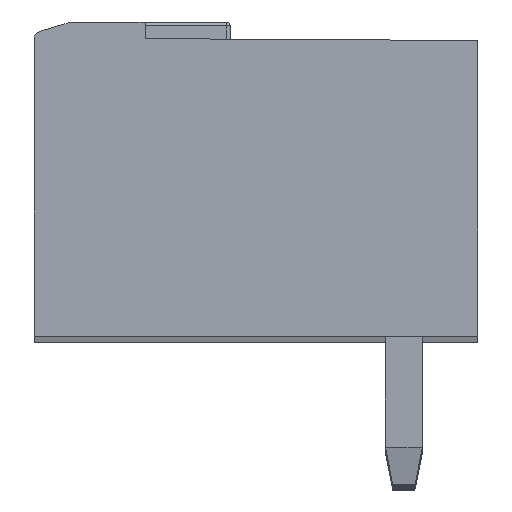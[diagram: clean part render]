
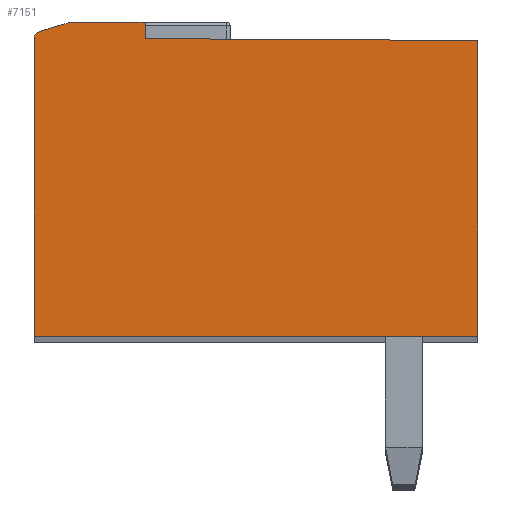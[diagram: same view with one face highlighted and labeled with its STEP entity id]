
A CAD part, top view. The second image highlights one B-rep face of the part: STEP entity #7151.
In plain terms, the highlighted planar face has unit normal (0, 0, 1).
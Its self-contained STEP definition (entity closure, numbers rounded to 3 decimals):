
#152 = CARTESIAN_POINT ( 'NONE',  ( 11.9, 8.05, 89.7 ) ) ;
#197 = CARTESIAN_POINT ( 'NONE',  ( 20.9, 8., 89.7 ) ) ;
#827 = CARTESIAN_POINT ( 'NONE',  ( 11.9, 8.05, 89.7 ) ) ;
#982 = ORIENTED_EDGE ( 'NONE', *, *, #15063, .F. ) ;
#1048 = ORIENTED_EDGE ( 'NONE', *, *, #26006, .T. ) ;
#1269 = AXIS2_PLACEMENT_3D ( 'NONE', #23408, #12604, #5236 ) ;
#1466 = AXIS2_PLACEMENT_3D ( 'NONE', #20188, #3082, #24746 ) ;
#1470 = VECTOR ( 'NONE', #19269, 1000. ) ;
#1750 = CARTESIAN_POINT ( 'NONE',  ( 11.9, 8.05, 89.7 ) ) ;
#2733 = EDGE_CURVE ( 'NONE', #14454, #22013, #25929, .T. ) ;
#2918 = ORIENTED_EDGE ( 'NONE', *, *, #15143, .F. ) ;
#3082 = DIRECTION ( 'NONE',  ( 0., 0., 1. ) ) ;
#3243 = EDGE_CURVE ( 'NONE', #22013, #7117, #10672, .T. ) ;
#3375 = ORIENTED_EDGE ( 'NONE', *, *, #3243, .F. ) ;
#3982 = DIRECTION ( 'NONE',  ( 0.958, 0.287, 0. ) ) ;
#4484 = DIRECTION ( 'NONE',  ( 0., 1., 0. ) ) ;
#4954 = DIRECTION ( 'NONE',  ( 1., 0., 0. ) ) ;
#5236 = DIRECTION ( 'NONE',  ( -1., 0., 0. ) ) ;
#5376 = EDGE_CURVE ( 'NONE', #8762, #21783, #26759, .T. ) ;
#6323 = CARTESIAN_POINT ( 'NONE',  ( 8.9, 0., 89.7 ) ) ;
#6340 = CARTESIAN_POINT ( 'NONE',  ( 8.9, 8.036, 89.7 ) ) ;
#7017 = VECTOR ( 'NONE', #4954, 1000. ) ;
#7117 = VERTEX_POINT ( 'NONE', #17018 ) ;
#7151 = ADVANCED_FACE ( 'NONE', ( #22071 ), #11283, .T. ) ;
#7504 = DIRECTION ( 'NONE',  ( 0., -1., 0. ) ) ;
#8762 = VERTEX_POINT ( 'NONE', #17571 ) ;
#9054 = CARTESIAN_POINT ( 'NONE',  ( 20.9, 8.036, 89.7 ) ) ;
#10672 = LINE ( 'NONE', #6323, #20078 ) ;
#11283 = PLANE ( 'NONE',  #1269 ) ;
#12445 = EDGE_LOOP ( 'NONE', ( #26017, #982, #21403, #2918, #1048, #18069, #3375, #20122 ) ) ;
#12604 = DIRECTION ( 'NONE',  ( 0., 0., 1. ) ) ;
#12798 = VECTOR ( 'NONE', #7504, 1000. ) ;
#12882 = LINE ( 'NONE', #1750, #1470 ) ;
#13799 = DIRECTION ( 'NONE',  ( 1., -0.006, 0. ) ) ;
#14454 = VERTEX_POINT ( 'NONE', #197 ) ;
#14549 = VECTOR ( 'NONE', #3982, 1000. ) ;
#14677 = LINE ( 'NONE', #6340, #26945 ) ;
#15027 = CARTESIAN_POINT ( 'NONE',  ( 8.9, 8.2, 89.7 ) ) ;
#15056 = VECTOR ( 'NONE', #13799, 1000. ) ;
#15063 = EDGE_CURVE ( 'NONE', #21783, #15357, #12882, .T. ) ;
#15143 = EDGE_CURVE ( 'NONE', #19276, #8762, #27894, .T. ) ;
#15357 = VERTEX_POINT ( 'NONE', #152 ) ;
#16070 = LINE ( 'NONE', #827, #15056 ) ;
#17018 = CARTESIAN_POINT ( 'NONE',  ( 8.9, 0., 89.7 ) ) ;
#17087 = EDGE_CURVE ( 'NONE', #7117, #25063, #14677, .T. ) ;
#17571 = CARTESIAN_POINT ( 'NONE',  ( 9.9, 8.5, 89.7 ) ) ;
#18069 = ORIENTED_EDGE ( 'NONE', *, *, #17087, .F. ) ;
#18717 = EDGE_CURVE ( 'NONE', #15357, #14454, #16070, .T. ) ;
#19269 = DIRECTION ( 'NONE',  ( 0., -1., 0. ) ) ;
#19276 = VERTEX_POINT ( 'NONE', #19277 ) ;
#19277 = CARTESIAN_POINT ( 'NONE',  ( 9.043, 8.243, 89.7 ) ) ;
#19405 = CARTESIAN_POINT ( 'NONE',  ( 20.9, 0., 89.7 ) ) ;
#20078 = VECTOR ( 'NONE', #21459, 1000. ) ;
#20122 = ORIENTED_EDGE ( 'NONE', *, *, #2733, .F. ) ;
#20188 = CARTESIAN_POINT ( 'NONE',  ( 9.1, 8.051, 89.7 ) ) ;
#21403 = ORIENTED_EDGE ( 'NONE', *, *, #5376, .F. ) ;
#21459 = DIRECTION ( 'NONE',  ( -1., 0., 0. ) ) ;
#21783 = VERTEX_POINT ( 'NONE', #24971 ) ;
#22013 = VERTEX_POINT ( 'NONE', #19405 ) ;
#22071 = FACE_OUTER_BOUND ( 'NONE', #12445, .T. ) ;
#23408 = CARTESIAN_POINT ( 'NONE',  ( 9.1, 8.036, 89.7 ) ) ;
#24376 = CARTESIAN_POINT ( 'NONE',  ( 9.1, 8.5, 89.7 ) ) ;
#24746 = DIRECTION ( 'NONE',  ( -1., 0., 0. ) ) ;
#24971 = CARTESIAN_POINT ( 'NONE',  ( 11.9, 8.5, 89.7 ) ) ;
#25063 = VERTEX_POINT ( 'NONE', #25212 ) ;
#25212 = CARTESIAN_POINT ( 'NONE',  ( 8.9, 8.051, 89.7 ) ) ;
#25929 = LINE ( 'NONE', #9054, #12798 ) ;
#26006 = EDGE_CURVE ( 'NONE', #19276, #25063, #27631, .T. ) ;
#26017 = ORIENTED_EDGE ( 'NONE', *, *, #18717, .F. ) ;
#26759 = LINE ( 'NONE', #24376, #7017 ) ;
#26945 = VECTOR ( 'NONE', #4484, 1000. ) ;
#27631 = CIRCLE ( 'NONE', #1466, 0.2 ) ;
#27894 = LINE ( 'NONE', #15027, #14549 ) ;
